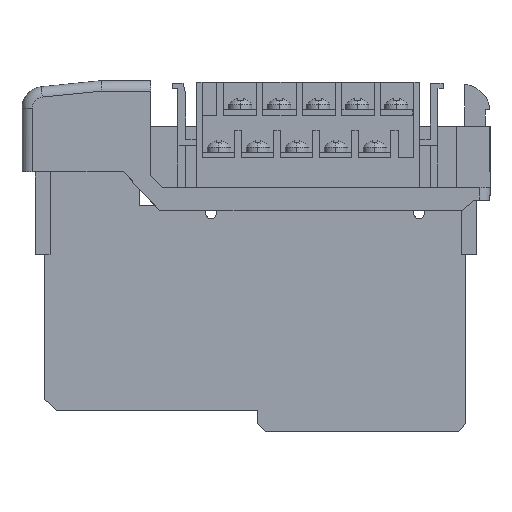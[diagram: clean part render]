
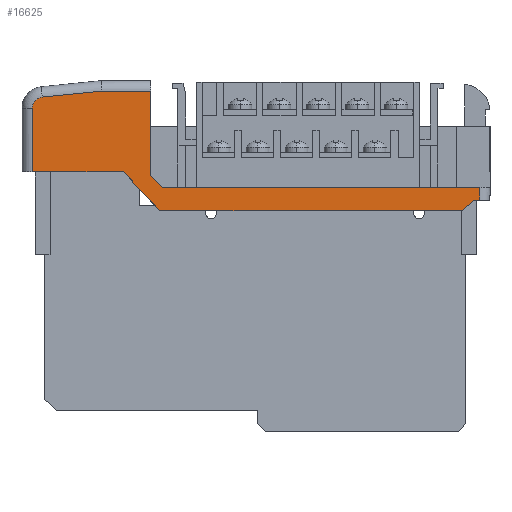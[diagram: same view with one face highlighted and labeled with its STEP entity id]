
A CAD part, left-side view. The second image highlights one B-rep face of the part: STEP entity #16625.
In plain terms, the highlighted planar face has unit normal (-1, 0, 0).
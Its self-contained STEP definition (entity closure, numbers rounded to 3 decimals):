
#16286 = VERTEX_POINT ( 'NONE', #24305 ) ;
#16312 = EDGE_CURVE ( 'NONE', #16313, #16286, #24394, .T. ) ;
#16313 = VERTEX_POINT ( 'NONE', #24390 ) ;
#16511 = EDGE_CURVE ( 'NONE', #16512, #16525, #24827, .T. ) ;
#16512 = VERTEX_POINT ( 'NONE', #24823 ) ;
#16513 = EDGE_CURVE ( 'NONE', #16514, #16532, #24875, .T. ) ;
#16514 = VERTEX_POINT ( 'NONE', #24871 ) ;
#16524 = EDGE_CURVE ( 'NONE', #16525, #16514, #24906, .T. ) ;
#16525 = VERTEX_POINT ( 'NONE', #24902 ) ;
#16529 = VERTEX_POINT ( 'NONE', #24896 ) ;
#16531 = EDGE_CURVE ( 'NONE', #16532, #16529, #24895, .T. ) ;
#16532 = VERTEX_POINT ( 'NONE', #24891 ) ;
#16540 = EDGE_CURVE ( 'NONE', #16529, #16541, #24918, .T. ) ;
#16541 = VERTEX_POINT ( 'NONE', #24914 ) ;
#16542 = ORIENTED_EDGE ( 'NONE', *, *, #16543, .F. ) ;
#16543 = EDGE_CURVE ( 'NONE', #16544, #16541, #24965, .T. ) ;
#16544 = VERTEX_POINT ( 'NONE', #24961 ) ;
#16545 = ORIENTED_EDGE ( 'NONE', *, *, #16546, .F. ) ;
#16546 = EDGE_CURVE ( 'NONE', #16547, #16544, #24960, .T. ) ;
#16547 = VERTEX_POINT ( 'NONE', #24956 ) ;
#16571 = EDGE_CURVE ( 'NONE', #16572, #16512, #25031, .T. ) ;
#16572 = VERTEX_POINT ( 'NONE', #25027 ) ;
#16598 = ORIENTED_EDGE ( 'NONE', *, *, #16511, .T. ) ;
#16599 = ORIENTED_EDGE ( 'NONE', *, *, #16524, .T. ) ;
#16600 = ORIENTED_EDGE ( 'NONE', *, *, #16513, .T. ) ;
#16601 = ORIENTED_EDGE ( 'NONE', *, *, #16531, .T. ) ;
#16609 = ORIENTED_EDGE ( 'NONE', *, *, #16610, .F. ) ;
#16610 = EDGE_CURVE ( 'NONE', #16313, #16547, #25095, .T. ) ;
#16611 = ORIENTED_EDGE ( 'NONE', *, *, #16312, .T. ) ;
#16612 = ORIENTED_EDGE ( 'NONE', *, *, #16613, .T. ) ;
#16613 = EDGE_CURVE ( 'NONE', #16286, #16614, #25091, .T. ) ;
#16614 = VERTEX_POINT ( 'NONE', #25144 ) ;
#16615 = ORIENTED_EDGE ( 'NONE', *, *, #16616, .T. ) ;
#16616 = EDGE_CURVE ( 'NONE', #16614, #16617, #25143, .T. ) ;
#16617 = VERTEX_POINT ( 'NONE', #25138 ) ;
#16618 = ORIENTED_EDGE ( 'NONE', *, *, #16619, .T. ) ;
#16619 = EDGE_CURVE ( 'NONE', #16617, #16572, #25137, .T. ) ;
#16620 = ORIENTED_EDGE ( 'NONE', *, *, #16571, .T. ) ;
#16625 = ADVANCED_FACE ( 'NONE', ( #25121 ), #25167, .F. ) ;
#16626 = EDGE_LOOP ( 'NONE', ( #16627, #16542, #16545, #16609, #16611, #16612, #16615, #16618, #16620, #16598, #16599, #16600, #16601 ) ) ;
#16627 = ORIENTED_EDGE ( 'NONE', *, *, #16540, .T. ) ;
#24305 = CARTESIAN_POINT ( 'NONE',  ( 0.5, 34.17, 3.114 ) ) ;
#24390 = CARTESIAN_POINT ( 'NONE',  ( 0.5, 24.723, 3.114 ) ) ;
#24391 = DIRECTION ( 'NONE',  ( 0., 1., 0. ) ) ;
#24392 = VECTOR ( 'NONE', #24391, 1000. ) ;
#24393 = CARTESIAN_POINT ( 'NONE',  ( 0.5, 34.27, 3.114 ) ) ;
#24394 = LINE ( 'NONE', #24393, #24392 ) ;
#24823 = CARTESIAN_POINT ( 'NONE',  ( 0.5, 29.973, -12.386 ) ) ;
#24824 = DIRECTION ( 'NONE',  ( 0., -0.682, -0.731 ) ) ;
#24825 = VECTOR ( 'NONE', #24824, 1000. ) ;
#24826 = CARTESIAN_POINT ( 'NONE',  ( 0.5, 22.973, -19.886 ) ) ;
#24827 = LINE ( 'NONE', #24826, #24825 ) ;
#24871 = CARTESIAN_POINT ( 'NONE',  ( 0.5, -35.258, -19.886 ) ) ;
#24872 = DIRECTION ( 'NONE',  ( 0., -0.731, 0.682 ) ) ;
#24873 = VECTOR ( 'NONE', #24872, 1000. ) ;
#24874 = CARTESIAN_POINT ( 'NONE',  ( 0.5, -35.258, -19.886 ) ) ;
#24875 = LINE ( 'NONE', #24874, #24873 ) ;
#24891 = CARTESIAN_POINT ( 'NONE',  ( 0.5, -37.408, -17.879 ) ) ;
#24892 = DIRECTION ( 'NONE',  ( 0., -1., 0. ) ) ;
#24893 = VECTOR ( 'NONE', #24892, 1000. ) ;
#24894 = CARTESIAN_POINT ( 'NONE',  ( 0.5, -37.408, -17.879 ) ) ;
#24895 = LINE ( 'NONE', #24894, #24893 ) ;
#24896 = CARTESIAN_POINT ( 'NONE',  ( 0.5, -38.527, -17.879 ) ) ;
#24902 = CARTESIAN_POINT ( 'NONE',  ( 0.5, 22.973, -19.886 ) ) ;
#24903 = DIRECTION ( 'NONE',  ( 0., -1., 0. ) ) ;
#24904 = VECTOR ( 'NONE', #24903, 1000. ) ;
#24905 = CARTESIAN_POINT ( 'NONE',  ( 0.5, 22.973, -19.886 ) ) ;
#24906 = LINE ( 'NONE', #24905, #24904 ) ;
#24914 = CARTESIAN_POINT ( 'NONE',  ( 0.5, -38.527, -15.386 ) ) ;
#24915 = DIRECTION ( 'NONE',  ( 0., 0., 1. ) ) ;
#24916 = VECTOR ( 'NONE', #24915, 1000. ) ;
#24917 = CARTESIAN_POINT ( 'NONE',  ( 0.5, -38.527, -0.463 ) ) ;
#24918 = LINE ( 'NONE', #24917, #24916 ) ;
#24956 = CARTESIAN_POINT ( 'NONE',  ( 0.5, 24.723, -13.054 ) ) ;
#24957 = DIRECTION ( 'NONE',  ( 0., -0.685, -0.729 ) ) ;
#24958 = VECTOR ( 'NONE', #24957, 1000. ) ;
#24959 = CARTESIAN_POINT ( 'NONE',  ( 0.5, 22.532, -15.386 ) ) ;
#24960 = LINE ( 'NONE', #24959, #24958 ) ;
#24961 = CARTESIAN_POINT ( 'NONE',  ( 0.5, 22.532, -15.386 ) ) ;
#24962 = DIRECTION ( 'NONE',  ( 0., -1., 0. ) ) ;
#24963 = VECTOR ( 'NONE', #24962, 1000. ) ;
#24964 = CARTESIAN_POINT ( 'NONE',  ( 0.5, 22.532, -15.386 ) ) ;
#24965 = LINE ( 'NONE', #24964, #24963 ) ;
#25027 = CARTESIAN_POINT ( 'NONE',  ( 0.5, 47.473, -12.386 ) ) ;
#25028 = DIRECTION ( 'NONE',  ( 0., -1., 0. ) ) ;
#25029 = VECTOR ( 'NONE', #25028, 1000. ) ;
#25030 = CARTESIAN_POINT ( 'NONE',  ( 0.5, 29.973, -12.386 ) ) ;
#25031 = LINE ( 'NONE', #25030, #25029 ) ;
#25088 = DIRECTION ( 'NONE',  ( 0., 0.995, -0.1 ) ) ;
#25089 = VECTOR ( 'NONE', #25088, 1000. ) ;
#25090 = CARTESIAN_POINT ( 'NONE',  ( 0.5, 45.569, 1.973 ) ) ;
#25091 = LINE ( 'NONE', #25090, #25089 ) ;
#25092 = DIRECTION ( 'NONE',  ( 0., 0., -1. ) ) ;
#25093 = VECTOR ( 'NONE', #25092, 1000. ) ;
#25094 = CARTESIAN_POINT ( 'NONE',  ( 0.5, 24.723, 4.364 ) ) ;
#25095 = LINE ( 'NONE', #25094, #25093 ) ;
#25121 = FACE_OUTER_BOUND ( 'NONE', #16626, .T. ) ;
#25133 = DIRECTION ( 'NONE',  ( 0., 0., -1. ) ) ;
#25134 = VECTOR ( 'NONE', #25133, 1000. ) ;
#25136 = CARTESIAN_POINT ( 'NONE',  ( 0.5, 47.473, -12.386 ) ) ;
#25137 = LINE ( 'NONE', #25136, #25134 ) ;
#25138 = CARTESIAN_POINT ( 'NONE',  ( 0.5, 47.473, -0.213 ) ) ;
#25139 = DIRECTION ( 'NONE',  ( 0., 0., -1. ) ) ;
#25140 = DIRECTION ( 'NONE',  ( -1., 0., 0. ) ) ;
#25141 = CARTESIAN_POINT ( 'NONE',  ( 0.5, 45.358, -0.133 ) ) ;
#25142 = AXIS2_PLACEMENT_3D ( 'NONE', #25141, #25140, #25139 ) ;
#25143 = CIRCLE ( 'NONE', #25142, 2.116 ) ;
#25144 = CARTESIAN_POINT ( 'NONE',  ( 0.5, 45.569, 1.973 ) ) ;
#25162 = DIRECTION ( 'NONE',  ( 0., 0., -1. ) ) ;
#25163 = DIRECTION ( 'NONE',  ( 1., 0., 0. ) ) ;
#25164 = CARTESIAN_POINT ( 'NONE',  ( 0.5, -35.258, -0.876 ) ) ;
#25165 = AXIS2_PLACEMENT_3D ( 'NONE', #25164, #25163, #25162 ) ;
#25167 = PLANE ( 'NONE',  #25165 ) ;
